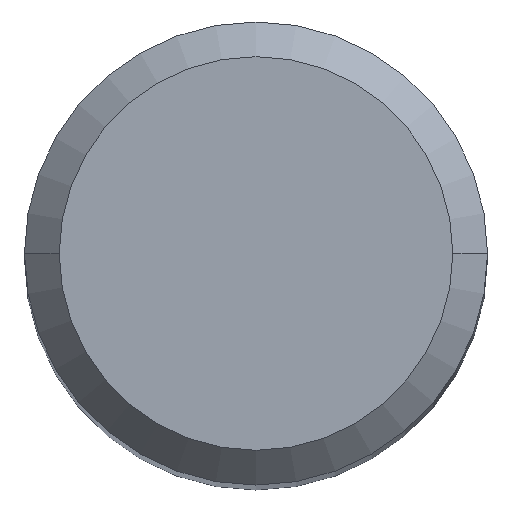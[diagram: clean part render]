
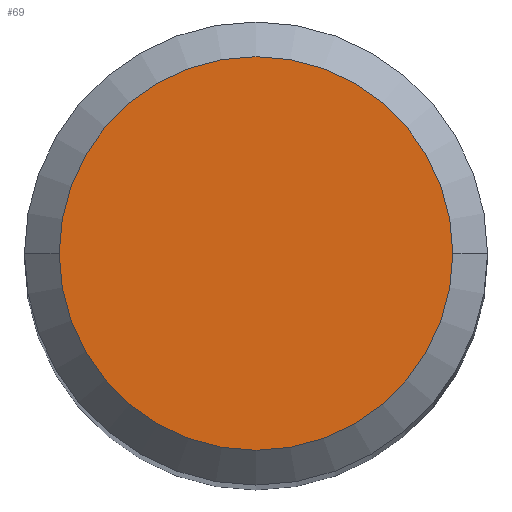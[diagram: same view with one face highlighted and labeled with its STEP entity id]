
A CAD part, top view. The second image highlights one B-rep face of the part: STEP entity #69.
In plain terms, the highlighted planar face has unit normal (0, 0, 1).
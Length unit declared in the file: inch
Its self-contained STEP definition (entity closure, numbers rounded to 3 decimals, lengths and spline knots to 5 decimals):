
#44 = FACE_OUTER_BOUND ( 'NONE', #238, .T. ) ;
#45 = AXIS2_PLACEMENT_3D ( 'NONE', #77, #239, #392 ) ;
#69 = ADVANCED_FACE ( 'NONE', ( #44 ), #356, .F. ) ;
#77 = CARTESIAN_POINT ( 'NONE',  ( 0., 0., 0. ) ) ;
#81 = DIRECTION ( 'NONE',  ( 0., 0., 1. ) ) ;
#119 = DIRECTION ( 'NONE',  ( -1., 0., 0. ) ) ;
#139 = EDGE_CURVE ( 'NONE', #172, #446, #259, .T. ) ;
#161 = CARTESIAN_POINT ( 'NONE',  ( 0., 0., 0. ) ) ;
#167 = CARTESIAN_POINT ( 'NONE',  ( 0.10625, 0., 0. ) ) ;
#172 = VERTEX_POINT ( 'NONE', #167 ) ;
#208 = AXIS2_PLACEMENT_3D ( 'NONE', #161, #81, #435 ) ;
#221 = ORIENTED_EDGE ( 'NONE', *, *, #139, .T. ) ;
#232 = AXIS2_PLACEMENT_3D ( 'NONE', #461, #358, #119 ) ;
#238 = EDGE_LOOP ( 'NONE', ( #451, #221 ) ) ;
#239 = DIRECTION ( 'NONE',  ( 0., 0., 1. ) ) ;
#241 = CARTESIAN_POINT ( 'NONE',  ( -0.10625, 0., 0. ) ) ;
#259 = CIRCLE ( 'NONE', #45, 0.10625 ) ;
#329 = CIRCLE ( 'NONE', #208, 0.10625 ) ;
#356 = PLANE ( 'NONE',  #232 ) ;
#358 = DIRECTION ( 'NONE',  ( 0., 0., -1. ) ) ;
#392 = DIRECTION ( 'NONE',  ( 1., 0., 0. ) ) ;
#435 = DIRECTION ( 'NONE',  ( 1., 0., 0. ) ) ;
#446 = VERTEX_POINT ( 'NONE', #241 ) ;
#451 = ORIENTED_EDGE ( 'NONE', *, *, #473, .T. ) ;
#461 = CARTESIAN_POINT ( 'NONE',  ( 0., 0., 0. ) ) ;
#473 = EDGE_CURVE ( 'NONE', #446, #172, #329, .T. ) ;
